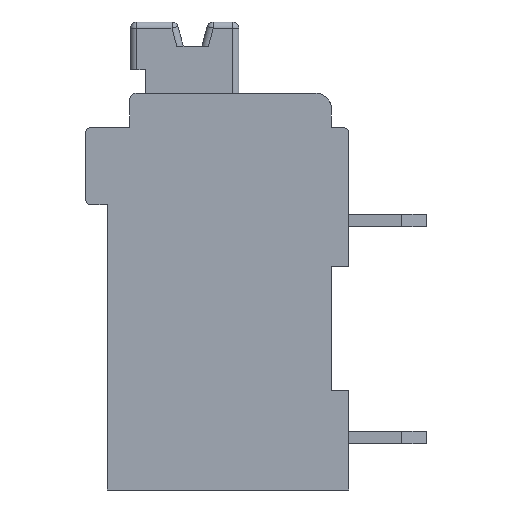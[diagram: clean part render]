
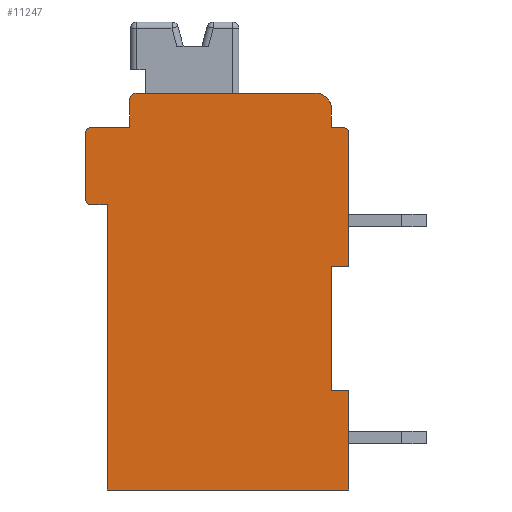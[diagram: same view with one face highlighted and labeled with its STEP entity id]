
A CAD part, left-side view. The second image highlights one B-rep face of the part: STEP entity #11247.
In plain terms, the highlighted planar face has unit normal (-1, 0, 0).
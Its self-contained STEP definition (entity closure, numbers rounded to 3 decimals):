
#280=PLANE('',#11956);
#647=CIRCLE('',#11922,0.5);
#649=CIRCLE('',#11926,0.2);
#663=CIRCLE('',#11957,0.2);
#664=CIRCLE('',#11958,0.2);
#665=CIRCLE('',#11959,0.2);
#1632=ORIENTED_EDGE('',*,*,#4830,.F.);
#1633=ORIENTED_EDGE('',*,*,#4756,.T.);
#1634=ORIENTED_EDGE('',*,*,#4751,.F.);
#1635=ORIENTED_EDGE('',*,*,#4763,.T.);
#1636=ORIENTED_EDGE('',*,*,#4761,.F.);
#1637=ORIENTED_EDGE('',*,*,#4807,.F.);
#1638=ORIENTED_EDGE('',*,*,#4866,.T.);
#1639=ORIENTED_EDGE('',*,*,#4799,.F.);
#1640=ORIENTED_EDGE('',*,*,#4867,.T.);
#1641=ORIENTED_EDGE('',*,*,#4796,.F.);
#1642=ORIENTED_EDGE('',*,*,#4431,.F.);
#1643=ORIENTED_EDGE('',*,*,#4781,.F.);
#1644=ORIENTED_EDGE('',*,*,#4789,.F.);
#1645=ORIENTED_EDGE('',*,*,#4795,.F.);
#1646=ORIENTED_EDGE('',*,*,#4851,.F.);
#1647=ORIENTED_EDGE('',*,*,#4791,.F.);
#1648=ORIENTED_EDGE('',*,*,#4450,.F.);
#1649=ORIENTED_EDGE('',*,*,#4868,.T.);
#1650=ORIENTED_EDGE('',*,*,#4831,.F.);
#4431=EDGE_CURVE('',#6108,#6109,#7182,.T.);
#4450=EDGE_CURVE('',#6120,#6121,#7201,.T.);
#4751=EDGE_CURVE('',#6375,#6376,#7484,.T.);
#4756=EDGE_CURVE('',#6380,#6376,#647,.F.);
#4761=EDGE_CURVE('',#6384,#6381,#7491,.T.);
#4763=EDGE_CURVE('',#6375,#6381,#649,.F.);
#4781=EDGE_CURVE('',#6398,#6108,#7509,.T.);
#4789=EDGE_CURVE('',#6403,#6398,#7517,.T.);
#4791=EDGE_CURVE('',#6121,#6405,#7519,.T.);
#4795=EDGE_CURVE('',#6407,#6403,#7523,.T.);
#4796=EDGE_CURVE('',#6109,#6408,#7524,.T.);
#4799=EDGE_CURVE('',#6409,#6410,#7527,.T.);
#4807=EDGE_CURVE('',#6413,#6384,#7532,.T.);
#4830=EDGE_CURVE('',#6380,#6425,#7545,.T.);
#4831=EDGE_CURVE('',#6425,#6426,#7546,.T.);
#4851=EDGE_CURVE('',#6405,#6407,#7566,.T.);
#4866=EDGE_CURVE('',#6413,#6410,#663,.F.);
#4867=EDGE_CURVE('',#6409,#6408,#664,.F.);
#4868=EDGE_CURVE('',#6120,#6426,#665,.F.);
#6108=VERTEX_POINT('',#16189);
#6109=VERTEX_POINT('',#16191);
#6120=VERTEX_POINT('',#16224);
#6121=VERTEX_POINT('',#16226);
#6375=VERTEX_POINT('',#16848);
#6376=VERTEX_POINT('',#16850);
#6380=VERTEX_POINT('',#16864);
#6381=VERTEX_POINT('',#16868);
#6384=VERTEX_POINT('',#16873);
#6398=VERTEX_POINT('',#16913);
#6403=VERTEX_POINT('',#16929);
#6405=VERTEX_POINT('',#16935);
#6407=VERTEX_POINT('',#16941);
#6408=VERTEX_POINT('',#16945);
#6409=VERTEX_POINT('',#16949);
#6410=VERTEX_POINT('',#16951);
#6413=VERTEX_POINT('',#16962);
#6425=VERTEX_POINT('',#16997);
#6426=VERTEX_POINT('',#17002);
#7182=LINE('',#16190,#8546);
#7201=LINE('',#16225,#8565);
#7484=LINE('',#16849,#8848);
#7491=LINE('',#16874,#8855);
#7509=LINE('',#16914,#8873);
#7517=LINE('',#16930,#8881);
#7519=LINE('',#16934,#8883);
#7523=LINE('',#16942,#8887);
#7524=LINE('',#16944,#8888);
#7527=LINE('',#16950,#8891);
#7532=LINE('',#16963,#8896);
#7545=LINE('',#16999,#8909);
#7546=LINE('',#17001,#8910);
#7566=LINE('',#17033,#8930);
#8546=VECTOR('',#12923,1000.);
#8565=VECTOR('',#12950,1000.);
#8848=VECTOR('',#13369,1000.);
#8855=VECTOR('',#13384,1000.);
#8873=VECTOR('',#13418,1000.);
#8881=VECTOR('',#13432,1000.);
#8883=VECTOR('',#13436,1000.);
#8887=VECTOR('',#13442,1000.);
#8888=VECTOR('',#13445,1000.);
#8891=VECTOR('',#13450,1000.);
#8896=VECTOR('',#13463,1000.);
#8909=VECTOR('',#13498,1000.);
#8910=VECTOR('',#13501,1000.);
#8930=VECTOR('',#13523,1000.);
#9869=EDGE_LOOP('',(#1632,#1633,#1634,#1635,#1636,#1637,#1638,#1639,#1640,
#1641,#1642,#1643,#1644,#1645,#1646,#1647,#1648,#1649,#1650));
#10491=FACE_BOUND('',#9869,.T.);
#11247=ADVANCED_FACE('',(#10491),#280,.F.);
#11922=AXIS2_PLACEMENT_3D('',#16863,#13376,#13377);
#11926=AXIS2_PLACEMENT_3D('',#16877,#13389,#13390);
#11956=AXIS2_PLACEMENT_3D('',#17054,#13538,#13539);
#11957=AXIS2_PLACEMENT_3D('',#17055,#13540,#13541);
#11958=AXIS2_PLACEMENT_3D('',#17056,#13542,#13543);
#11959=AXIS2_PLACEMENT_3D('',#17057,#13544,#13545);
#12923=DIRECTION('',(0.,0.,1.));
#12950=DIRECTION('',(0.,0.,-1.));
#13369=DIRECTION('',(0.,-1.,0.));
#13376=DIRECTION('',(1.,0.,0.));
#13377=DIRECTION('',(0.,0.,-1.));
#13384=DIRECTION('',(0.,0.,1.));
#13389=DIRECTION('',(1.,0.,0.));
#13390=DIRECTION('',(0.,0.,-1.));
#13418=DIRECTION('',(0.,1.,0.));
#13432=DIRECTION('',(0.,0.,-1.));
#13436=DIRECTION('',(0.,1.,0.));
#13442=DIRECTION('',(0.,-1.,0.));
#13445=DIRECTION('',(0.,1.,0.));
#13450=DIRECTION('',(0.,0.,1.));
#13463=DIRECTION('',(0.,-1.,0.));
#13498=DIRECTION('',(0.,0.,-1.));
#13501=DIRECTION('',(0.,-1.,0.));
#13523=DIRECTION('',(0.,0.,-1.));
#13538=DIRECTION('',(1.,0.,0.));
#13539=DIRECTION('',(0.,0.,-1.));
#13540=DIRECTION('',(1.,0.,0.));
#13541=DIRECTION('',(0.,0.,-1.));
#13542=DIRECTION('',(1.,0.,0.));
#13543=DIRECTION('',(0.,0.,-1.));
#13544=DIRECTION('',(1.,0.,0.));
#13545=DIRECTION('',(0.,0.,-1.));
#16189=CARTESIAN_POINT('',(-7.35,3.98,-5.2));
#16190=CARTESIAN_POINT('',(-7.35,3.98,4.));
#16191=CARTESIAN_POINT('',(-7.35,3.98,4.));
#16224=CARTESIAN_POINT('',(-7.35,-3.82,6.3));
#16225=CARTESIAN_POINT('',(-7.35,-3.82,6.5));
#16226=CARTESIAN_POINT('',(-7.35,-3.82,2.));
#16848=CARTESIAN_POINT('',(-7.35,3.05,7.6));
#16849=CARTESIAN_POINT('',(-7.35,3.25,7.6));
#16850=CARTESIAN_POINT('',(-7.35,-2.75,7.6));
#16863=CARTESIAN_POINT('',(-7.35,-2.75,7.1));
#16864=CARTESIAN_POINT('',(-7.35,-3.25,7.1));
#16868=CARTESIAN_POINT('',(-7.35,3.25,7.4));
#16873=CARTESIAN_POINT('',(-7.35,3.25,6.5));
#16874=CARTESIAN_POINT('',(-7.35,3.25,7.6));
#16877=CARTESIAN_POINT('',(-7.35,3.05,7.4));
#16913=CARTESIAN_POINT('',(-7.35,-3.82,-5.2));
#16914=CARTESIAN_POINT('',(-7.35,-3.82,-5.2));
#16929=CARTESIAN_POINT('',(-7.35,-3.82,-2.));
#16930=CARTESIAN_POINT('',(-7.35,-3.82,-2.));
#16934=CARTESIAN_POINT('',(-7.35,-3.82,2.));
#16935=CARTESIAN_POINT('',(-7.35,-3.25,2.));
#16941=CARTESIAN_POINT('',(-7.35,-3.25,-2.));
#16942=CARTESIAN_POINT('',(-7.35,-3.25,-2.));
#16944=CARTESIAN_POINT('',(-7.35,4.68,4.));
#16945=CARTESIAN_POINT('',(-7.35,4.48,4.));
#16949=CARTESIAN_POINT('',(-7.35,4.68,4.2));
#16950=CARTESIAN_POINT('',(-7.35,4.68,4.));
#16951=CARTESIAN_POINT('',(-7.35,4.68,6.3));
#16962=CARTESIAN_POINT('',(-7.35,4.48,6.5));
#16963=CARTESIAN_POINT('',(-7.35,3.25,6.5));
#16997=CARTESIAN_POINT('',(-7.35,-3.25,6.5));
#16999=CARTESIAN_POINT('',(-7.35,-3.25,6.5));
#17001=CARTESIAN_POINT('',(-7.35,-3.82,6.5));
#17002=CARTESIAN_POINT('',(-7.35,-3.62,6.5));
#17033=CARTESIAN_POINT('',(-7.35,-3.25,2.));
#17054=CARTESIAN_POINT('',(-7.35,0.,0.));
#17055=CARTESIAN_POINT('',(-7.35,4.48,6.3));
#17056=CARTESIAN_POINT('',(-7.35,4.48,4.2));
#17057=CARTESIAN_POINT('',(-7.35,-3.62,6.3));
